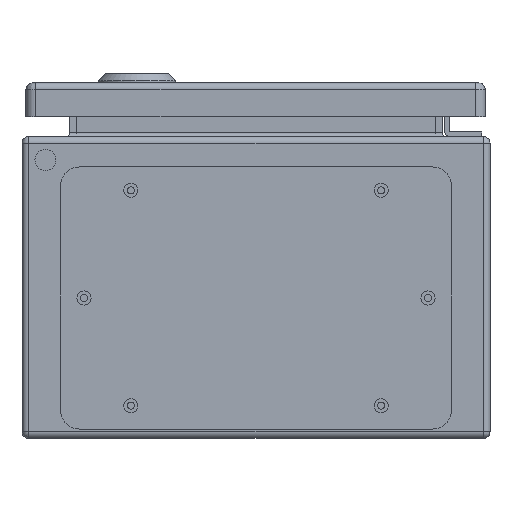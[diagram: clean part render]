
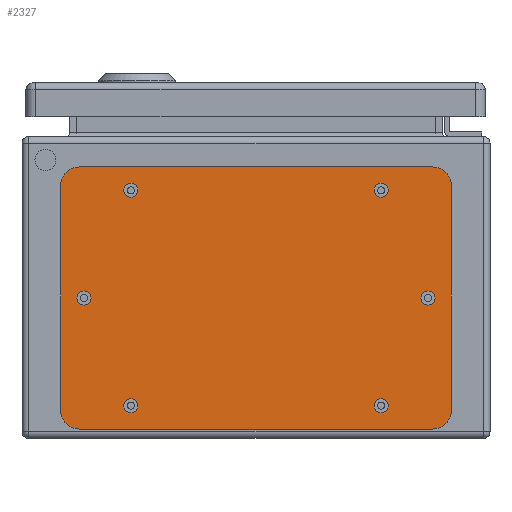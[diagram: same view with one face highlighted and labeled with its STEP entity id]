
A CAD part, front view. The second image highlights one B-rep face of the part: STEP entity #2327.
In plain terms, the highlighted face is planar.
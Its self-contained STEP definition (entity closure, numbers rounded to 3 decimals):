
#1525=FACE_BOUND('',#3446,.T.);
#1526=FACE_BOUND('',#3447,.T.);
#1527=FACE_BOUND('',#3448,.T.);
#1528=FACE_BOUND('',#3449,.T.);
#1529=FACE_BOUND('',#3450,.T.);
#1530=FACE_BOUND('',#3451,.T.);
#1531=FACE_BOUND('',#3452,.T.);
#1940=CIRCLE('',#9246,8.);
#1941=CIRCLE('',#9249,8.);
#1942=CIRCLE('',#9252,8.);
#1943=CIRCLE('',#9255,8.);
#1944=CIRCLE('',#9258,3.);
#1945=CIRCLE('',#9259,3.);
#1946=CIRCLE('',#9260,3.);
#1947=CIRCLE('',#9261,3.);
#1948=CIRCLE('',#9262,3.);
#1949=CIRCLE('',#9263,3.);
#2327=ADVANCED_FACE('',(#1525,#1526,#1527,#1528,#1529,#1530,#1531),#2646,
 .T.);
#2646=PLANE('',#9264);
#3446=EDGE_LOOP('',(#4589));
#3447=EDGE_LOOP('',(#4590));
#3448=EDGE_LOOP('',(#4591));
#3449=EDGE_LOOP('',(#4592));
#3450=EDGE_LOOP('',(#4593));
#3451=EDGE_LOOP('',(#4594));
#3452=EDGE_LOOP('',(#4595,#4596,#4597,#4598,#4599,#4600,#4601,#4602));
#4589=ORIENTED_EDGE('',*,*,#7004,.F.);
#4590=ORIENTED_EDGE('',*,*,#7005,.F.);
#4591=ORIENTED_EDGE('',*,*,#7006,.F.);
#4592=ORIENTED_EDGE('',*,*,#7007,.F.);
#4593=ORIENTED_EDGE('',*,*,#7008,.F.);
#4594=ORIENTED_EDGE('',*,*,#7009,.F.);
#4595=ORIENTED_EDGE('',*,*,#6989,.T.);
#4596=ORIENTED_EDGE('',*,*,#6992,.T.);
#4597=ORIENTED_EDGE('',*,*,#6994,.T.);
#4598=ORIENTED_EDGE('',*,*,#6996,.T.);
#4599=ORIENTED_EDGE('',*,*,#6998,.T.);
#4600=ORIENTED_EDGE('',*,*,#7000,.T.);
#4601=ORIENTED_EDGE('',*,*,#7002,.T.);
#4602=ORIENTED_EDGE('',*,*,#7003,.T.);
#6147=VERTEX_POINT('',#13048);
#6148=VERTEX_POINT('',#13050);
#6149=VERTEX_POINT('',#13054);
#6150=VERTEX_POINT('',#13058);
#6151=VERTEX_POINT('',#13062);
#6152=VERTEX_POINT('',#13066);
#6153=VERTEX_POINT('',#13070);
#6154=VERTEX_POINT('',#13074);
#6155=VERTEX_POINT('',#13080);
#6156=VERTEX_POINT('',#13082);
#6157=VERTEX_POINT('',#13084);
#6158=VERTEX_POINT('',#13086);
#6159=VERTEX_POINT('',#13088);
#6160=VERTEX_POINT('',#13090);
#6989=EDGE_CURVE('',#6148,#6147,#1940,.T.);
#6992=EDGE_CURVE('',#6147,#6149,#7844,.T.);
#6994=EDGE_CURVE('',#6149,#6150,#1941,.T.);
#6996=EDGE_CURVE('',#6150,#6151,#7847,.T.);
#6998=EDGE_CURVE('',#6151,#6152,#1942,.T.);
#7000=EDGE_CURVE('',#6152,#6153,#7850,.T.);
#7002=EDGE_CURVE('',#6153,#6154,#1943,.T.);
#7003=EDGE_CURVE('',#6154,#6148,#7852,.T.);
#7004=EDGE_CURVE('',#6155,#6155,#1944,.T.);
#7005=EDGE_CURVE('',#6156,#6156,#1945,.T.);
#7006=EDGE_CURVE('',#6157,#6157,#1946,.T.);
#7007=EDGE_CURVE('',#6158,#6158,#1947,.T.);
#7008=EDGE_CURVE('',#6159,#6159,#1948,.T.);
#7009=EDGE_CURVE('',#6160,#6160,#1949,.T.);
#7844=LINE('',#13055,#8456);
#7847=LINE('',#13063,#8459);
#7850=LINE('',#13071,#8462);
#7852=LINE('',#13077,#8464);
#8456=VECTOR('',#10701,1.);
#8459=VECTOR('',#10710,1.);
#8462=VECTOR('',#10719,1.);
#8464=VECTOR('',#10727,1.);
#9246=AXIS2_PLACEMENT_3D('',#13049,#10695,#10696);
#9249=AXIS2_PLACEMENT_3D('',#13059,#10705,#10706);
#9252=AXIS2_PLACEMENT_3D('',#13067,#10714,#10715);
#9255=AXIS2_PLACEMENT_3D('',#13075,#10723,#10724);
#9258=AXIS2_PLACEMENT_3D('',#13079,#10730,#10731);
#9259=AXIS2_PLACEMENT_3D('',#13081,#10732,#10733);
#9260=AXIS2_PLACEMENT_3D('',#13083,#10734,#10735);
#9261=AXIS2_PLACEMENT_3D('',#13085,#10736,#10737);
#9262=AXIS2_PLACEMENT_3D('',#13087,#10738,#10739);
#9263=AXIS2_PLACEMENT_3D('',#13089,#10740,#10741);
#9264=AXIS2_PLACEMENT_3D('',#13091,#10742,#10743);
#10695=DIRECTION('',(0.,0.,-1.));
#10696=DIRECTION('',(1.,0.,0.));
#10701=DIRECTION('',(1.,0.,0.));
#10705=DIRECTION('',(0.,0.,-1.));
#10706=DIRECTION('',(1.,0.,0.));
#10710=DIRECTION('',(0.,-1.,0.));
#10714=DIRECTION('',(0.,0.,-1.));
#10715=DIRECTION('',(1.,0.,0.));
#10719=DIRECTION('',(-1.,0.,0.));
#10723=DIRECTION('',(0.,0.,-1.));
#10724=DIRECTION('',(1.,0.,0.));
#10727=DIRECTION('',(0.,1.,0.));
#10730=DIRECTION('',(0.,0.,-1.));
#10731=DIRECTION('',(-1.,0.,0.));
#10732=DIRECTION('',(0.,0.,-1.));
#10733=DIRECTION('',(-1.,0.,0.));
#10734=DIRECTION('',(0.,0.,-1.));
#10735=DIRECTION('',(-1.,0.,0.));
#10736=DIRECTION('',(0.,0.,-1.));
#10737=DIRECTION('',(-1.,0.,0.));
#10738=DIRECTION('',(0.,0.,-1.));
#10739=DIRECTION('',(-1.,0.,0.));
#10740=DIRECTION('',(0.,0.,-1.));
#10741=DIRECTION('',(-1.,0.,0.));
#10742=DIRECTION('',(0.,0.,-1.));
#10743=DIRECTION('',(-1.,0.,0.));
#13048=CARTESIAN_POINT('',(-75.5,56.,-2.));
#13049=CARTESIAN_POINT('',(-75.5,48.,-2.));
#13050=CARTESIAN_POINT('',(-83.5,48.,-2.));
#13054=CARTESIAN_POINT('',(75.5,56.,-2.));
#13055=CARTESIAN_POINT('',(-75.5,56.,-2.));
#13058=CARTESIAN_POINT('',(83.5,48.,-2.));
#13059=CARTESIAN_POINT('',(75.5,48.,-2.));
#13062=CARTESIAN_POINT('',(83.5,-48.,-2.));
#13063=CARTESIAN_POINT('',(83.5,48.,-2.));
#13066=CARTESIAN_POINT('',(75.5,-56.,-2.));
#13067=CARTESIAN_POINT('',(75.5,-48.,-2.));
#13070=CARTESIAN_POINT('',(-75.5,-56.,-2.));
#13071=CARTESIAN_POINT('',(75.5,-56.,-2.));
#13074=CARTESIAN_POINT('',(-83.5,-48.,-2.));
#13075=CARTESIAN_POINT('',(-75.5,-48.,-2.));
#13077=CARTESIAN_POINT('',(-83.5,-48.,-2.));
#13079=CARTESIAN_POINT('',(53.5,-46.,-2.));
#13080=CARTESIAN_POINT('',(50.5,-46.,-2.));
#13081=CARTESIAN_POINT('',(53.5,46.,-2.));
#13082=CARTESIAN_POINT('',(50.5,46.,-2.));
#13083=CARTESIAN_POINT('',(-53.5,-46.,-2.));
#13084=CARTESIAN_POINT('',(-56.5,-46.,-2.));
#13085=CARTESIAN_POINT('',(-53.5,46.,-2.));
#13086=CARTESIAN_POINT('',(-56.5,46.,-2.));
#13087=CARTESIAN_POINT('',(73.5,0.,-2.));
#13088=CARTESIAN_POINT('',(70.5,0.,-2.));
#13089=CARTESIAN_POINT('',(-73.5,0.,-2.));
#13090=CARTESIAN_POINT('',(-76.5,0.,-2.));
#13091=CARTESIAN_POINT('',(-75.5,48.,-2.));
